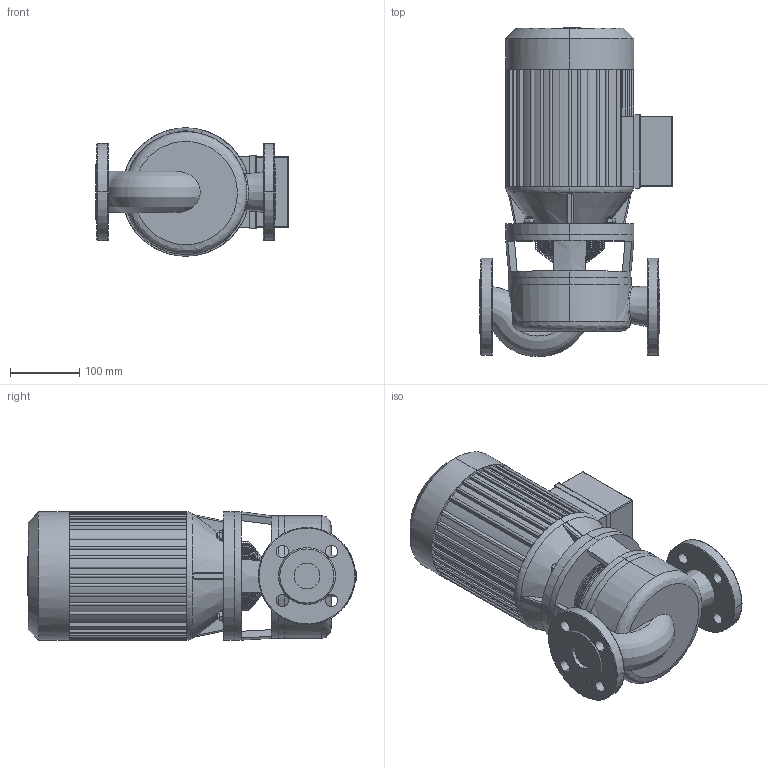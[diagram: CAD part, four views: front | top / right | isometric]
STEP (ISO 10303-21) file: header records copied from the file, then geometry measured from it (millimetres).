
FILE_DESCRIPTION((''),'2;1');
FILE_NAME('3d_IPH-W32_125-0_75_2-2121282.stp','2016-08-29T09:59:31',(''),(''),'Mechanical Desktop 2009','Mechanical Desktop 2009',', , ');
FILE_SCHEMA(('CONFIG_CONTROL_DESIGN'));
Length unit declared in the file: millimetre
Products named in the file (1): Product
Bounding box: 278 x 473.93 x 185 mm (x, y, z)
Volume: 11561445.9 mm3; surface area: 692715.1 mm2
Topology: 10 solids, 10 shells, 534 faces, 1355 edges, 860 vertices
Faces by surface type: plane 240, cylinder 142, bspline 114, cone 28, torus 6, sphere 4
Entity records: 21716 total; most frequent: CARTESIAN_POINT 8823, ORIENTED_EDGE 2698, DIRECTION 2671, EDGE_CURVE 1349, AXIS2_PLACEMENT_3D 1006, VERTEX_POINT 859, VECTOR 659, LINE 659
